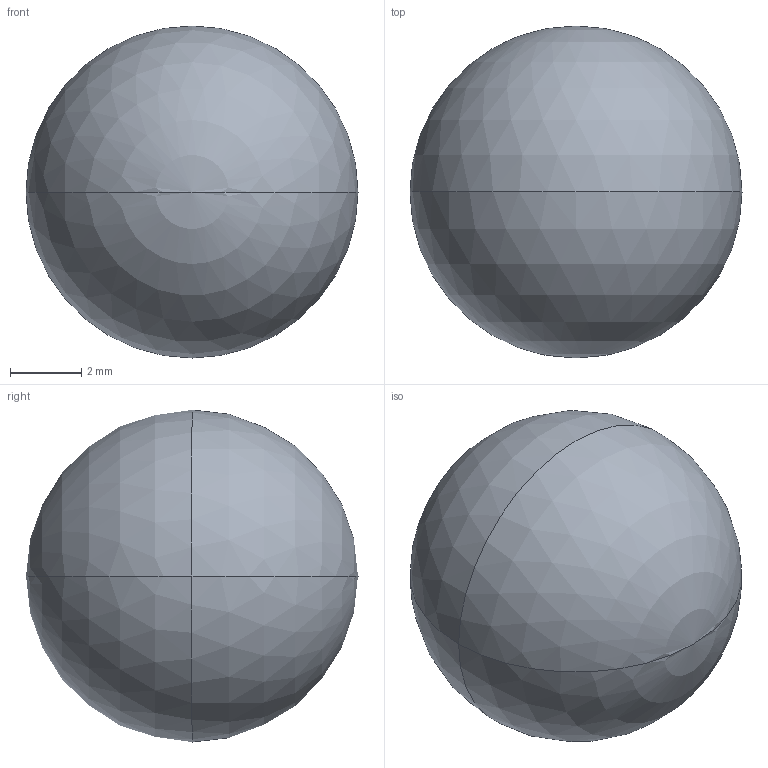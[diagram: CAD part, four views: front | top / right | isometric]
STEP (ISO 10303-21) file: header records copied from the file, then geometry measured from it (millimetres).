
FILE_DESCRIPTION (( 'STEP AP203' ), '1' );
FILE_NAME ('ball.STEP_Default_sldprt.STEP', '2020-07-28T14:57:01', ( '' ), ( '' ), 'SwSTEP 2.0', 'SolidWorks 2019', '' );
FILE_SCHEMA (( 'CONFIG_CONTROL_DESIGN' ));
Length unit declared in the file: millimetre
Products named in the file (1): ball.STEP_Default_sldprt
Bounding box: 9.3 x 9.3 x 9.3 mm (x, y, z)
Volume: 421.2 mm3; surface area: 271.7 mm2
Topology: 1 solids, 1 shells, 4 faces, 12 edges, 6 vertices
Faces by surface type: sphere 4
Entity records: 173 total; most frequent: DIRECTION 22, CARTESIAN_POINT 15, ORIENTED_EDGE 12, AXIS2_PLACEMENT_3D 11, PERSON_AND_ORGANIZATION 8, EDGE_CURVE 6, CIRCLE 6, LOCAL_TIME 5
